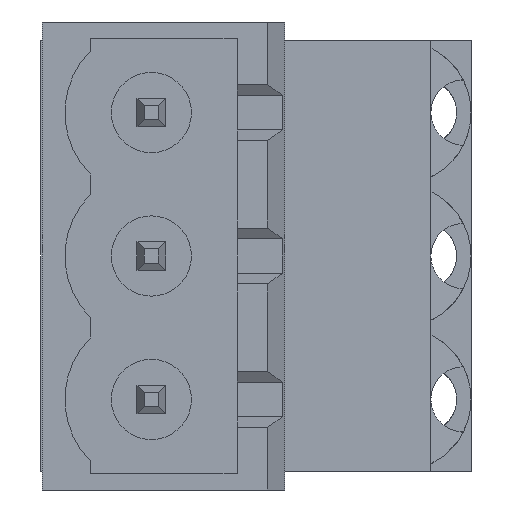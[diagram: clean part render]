
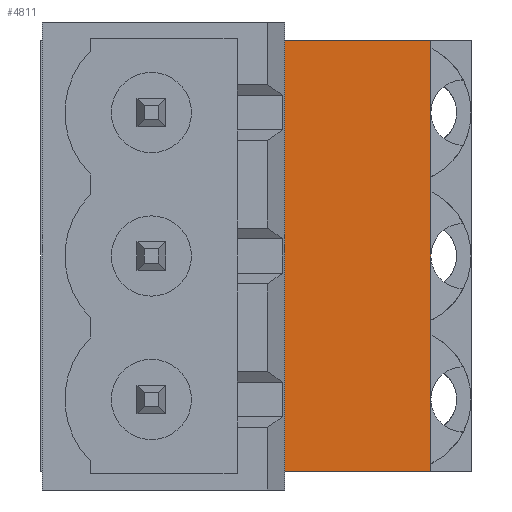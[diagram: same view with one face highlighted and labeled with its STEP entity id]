
A CAD part, front view. The second image highlights one B-rep face of the part: STEP entity #4811.
In plain terms, the highlighted planar face has unit normal (0, -1, 0).
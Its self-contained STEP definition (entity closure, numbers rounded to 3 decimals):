
#91=DIRECTION('',(1.,0.,0.));
#92=VECTOR('',#91,5.35);
#93=CARTESIAN_POINT('',(4.241,-3.522,-12.5));
#94=LINE('',#93,#92);
#366=DIRECTION('',(1.,0.,0.));
#367=VECTOR('',#366,5.35);
#368=CARTESIAN_POINT('',(4.241,-3.522,2.5));
#369=LINE('',#368,#367);
#1092=DIRECTION('',(0.,0.,1.));
#1093=VECTOR('',#1092,15.);
#1094=CARTESIAN_POINT('',(9.591,-3.522,-12.5));
#1095=LINE('',#1094,#1093);
#1446=DIRECTION('',(0.,0.,1.));
#1447=VECTOR('',#1446,15.);
#1448=CARTESIAN_POINT('',(4.241,-3.522,-12.5));
#1449=LINE('',#1448,#1447);
#2311=CARTESIAN_POINT('',(4.241,-3.522,-12.5));
#2312=CARTESIAN_POINT('',(9.591,-3.522,-12.5));
#2313=VERTEX_POINT('',#2311);
#2314=VERTEX_POINT('',#2312);
#2331=CARTESIAN_POINT('',(4.241,-3.522,2.5));
#2332=CARTESIAN_POINT('',(9.591,-3.522,2.5));
#2333=VERTEX_POINT('',#2331);
#2334=VERTEX_POINT('',#2332);
#4800=CARTESIAN_POINT('',(4.241,-3.522,-12.5));
#4801=DIRECTION('',(0.,-1.,0.));
#4802=DIRECTION('',(1.,0.,0.));
#4803=AXIS2_PLACEMENT_3D('',#4800,#4801,#4802);
#4804=PLANE('',#4803);
#4805=ORIENTED_EDGE('',*,*,#2990,.F.);
#4806=ORIENTED_EDGE('',*,*,#3262,.T.);
#4807=ORIENTED_EDGE('',*,*,#3308,.T.);
#4808=ORIENTED_EDGE('',*,*,#4320,.F.);
#4809=EDGE_LOOP('',(#4805,#4806,#4807,#4808));
#4810=FACE_OUTER_BOUND('',#4809,.F.);
#2990=EDGE_CURVE('',#2313,#2314,#94,.T.);
#3262=EDGE_CURVE('',#2313,#2333,#1449,.T.);
#3308=EDGE_CURVE('',#2333,#2334,#369,.T.);
#4320=EDGE_CURVE('',#2314,#2334,#1095,.T.);
#4811=ADVANCED_FACE('',(#4810),#4804,.T.);
